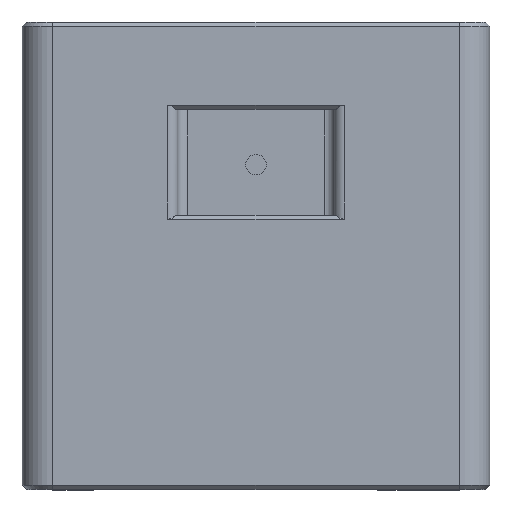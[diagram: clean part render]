
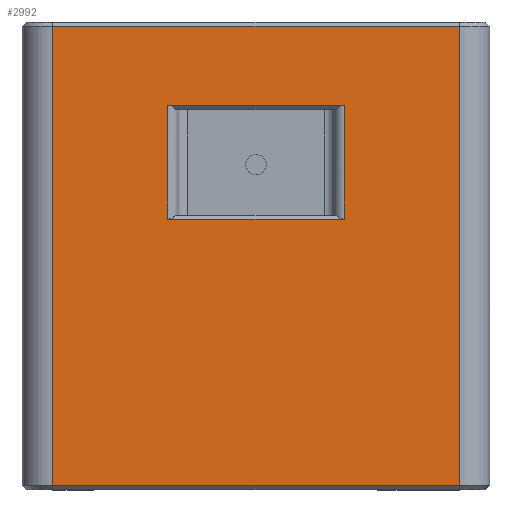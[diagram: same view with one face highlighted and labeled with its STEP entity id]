
A CAD part, top view. The second image highlights one B-rep face of the part: STEP entity #2992.
In plain terms, the highlighted planar face has unit normal (0, 0, 1).
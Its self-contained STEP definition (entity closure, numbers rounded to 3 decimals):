
#172=FACE_BOUND('',#991,.T.);
#199=LINE('',#4632,#451);
#203=LINE('',#4665,#455);
#207=LINE('',#4681,#459);
#210=LINE('',#4700,#462);
#230=LINE('',#4782,#482);
#259=LINE('',#4854,#511);
#260=LINE('',#4855,#512);
#261=LINE('',#4856,#513);
#451=VECTOR('',#3552,10.);
#455=VECTOR('',#3576,10.);
#459=VECTOR('',#3592,10.);
#462=VECTOR('',#3613,10.);
#482=VECTOR('',#3699,10.);
#511=VECTOR('',#3776,10.);
#512=VECTOR('',#3777,10.);
#513=VECTOR('',#3778,10.);
#708=PLANE('',#3245);
#802=FACE_OUTER_BOUND('',#990,.T.);
#990=EDGE_LOOP('',(#2257,#2258,#2259,#2260));
#991=EDGE_LOOP('',(#2261,#2262,#2263,#2264));
#1328=VERTEX_POINT('',#4629);
#1329=VERTEX_POINT('',#4631);
#1337=VERTEX_POINT('',#4662);
#1338=VERTEX_POINT('',#4664);
#1341=VERTEX_POINT('',#4674);
#1344=VERTEX_POINT('',#4679);
#1348=VERTEX_POINT('',#4693);
#1351=VERTEX_POINT('',#4698);
#1613=EDGE_CURVE('',#1328,#1329,#199,.T.);
#1625=EDGE_CURVE('',#1337,#1338,#203,.T.);
#1633=EDGE_CURVE('',#1344,#1341,#207,.T.);
#1643=EDGE_CURVE('',#1351,#1348,#210,.T.);
#1686=EDGE_CURVE('',#1338,#1328,#230,.T.);
#1722=EDGE_CURVE('',#1329,#1337,#259,.T.);
#1723=EDGE_CURVE('',#1348,#1344,#260,.T.);
#1724=EDGE_CURVE('',#1341,#1351,#261,.T.);
#2257=ORIENTED_EDGE('',*,*,#1686,.F.);
#2258=ORIENTED_EDGE('',*,*,#1625,.F.);
#2259=ORIENTED_EDGE('',*,*,#1722,.F.);
#2260=ORIENTED_EDGE('',*,*,#1613,.F.);
#2261=ORIENTED_EDGE('',*,*,#1723,.F.);
#2262=ORIENTED_EDGE('',*,*,#1643,.F.);
#2263=ORIENTED_EDGE('',*,*,#1724,.F.);
#2264=ORIENTED_EDGE('',*,*,#1633,.F.);
#2992=ADVANCED_FACE('',(#802,#172),#708,.T.);
#3245=AXIS2_PLACEMENT_3D('',#4853,#3774,#3775);
#3552=DIRECTION('',(0.,1.,0.));
#3576=DIRECTION('',(0.,-1.,0.));
#3592=DIRECTION('',(-1.,0.,0.));
#3613=DIRECTION('',(1.,0.,0.));
#3699=DIRECTION('',(-1.,0.,0.));
#3774=DIRECTION('center_axis',(0.,0.,1.));
#3775=DIRECTION('ref_axis',(1.,0.,0.));
#3776=DIRECTION('',(1.,0.,0.));
#3777=DIRECTION('',(0.,1.,0.));
#3778=DIRECTION('',(0.,-1.,0.));
#4629=CARTESIAN_POINT('',(-20.,0.4,15.));
#4631=CARTESIAN_POINT('',(-20.,45.6,15.));
#4632=CARTESIAN_POINT('',(-20.,0.,15.));
#4662=CARTESIAN_POINT('',(20.,45.6,15.));
#4664=CARTESIAN_POINT('',(20.,0.4,15.));
#4665=CARTESIAN_POINT('',(20.,0.,15.));
#4674=CARTESIAN_POINT('',(-8.7,37.8,15.));
#4679=CARTESIAN_POINT('',(8.7,37.8,15.));
#4681=CARTESIAN_POINT('',(-11.5,37.8,15.));
#4693=CARTESIAN_POINT('',(8.7,26.6,15.));
#4698=CARTESIAN_POINT('',(-8.7,26.6,15.));
#4700=CARTESIAN_POINT('',(-11.5,26.6,15.));
#4782=CARTESIAN_POINT('',(-11.5,0.4,15.));
#4853=CARTESIAN_POINT('Origin',(-23.,0.,15.));
#4854=CARTESIAN_POINT('',(-11.5,45.6,15.));
#4855=CARTESIAN_POINT('',(8.7,13.5,15.));
#4856=CARTESIAN_POINT('',(-8.7,13.5,15.));
